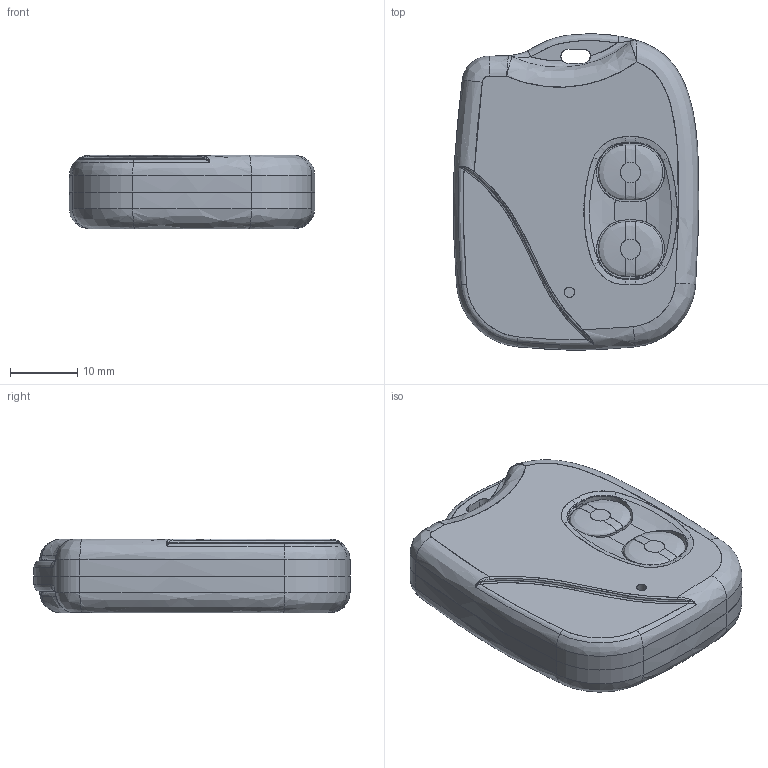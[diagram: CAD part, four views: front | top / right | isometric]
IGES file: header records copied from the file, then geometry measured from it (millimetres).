
Start section: SolidWorks IGES file using analytic representation for surfaces
Global section: file name: KM 96.IGS; native system: SolidWorks 2008; preprocessor: SolidWorks 2008; author: user; date: 081123.132032; units: millimetre
Bounding box: 36.52 x 47.02 x 11 mm (x, y, z)
Surface area: 9836.8 mm2 (no closed solid volume)
Topology: 0 solids, 0 shells, 385 faces, 3692 edges, 3690 vertices
Faces by surface type: bspline 274, revolution 111
